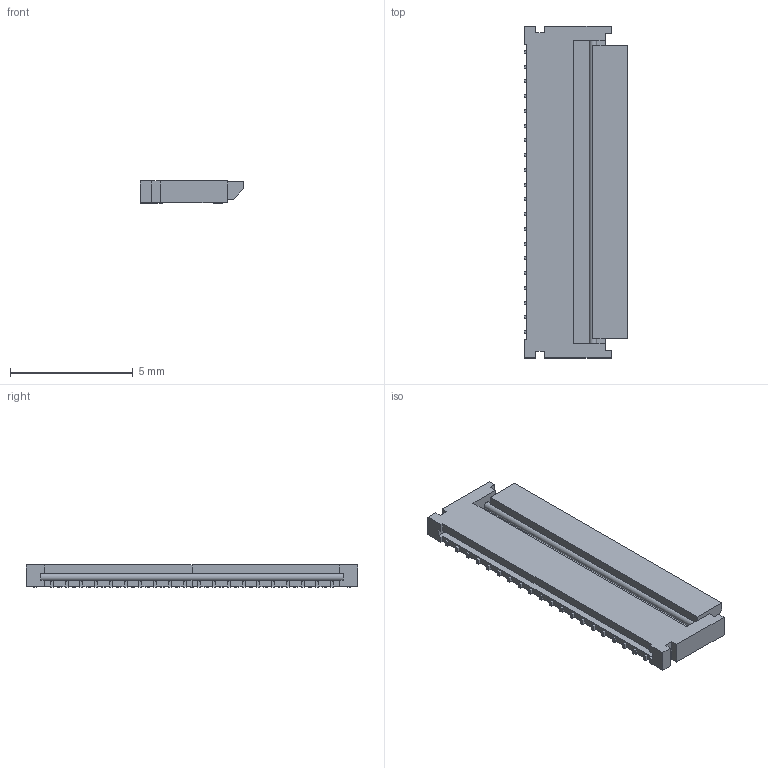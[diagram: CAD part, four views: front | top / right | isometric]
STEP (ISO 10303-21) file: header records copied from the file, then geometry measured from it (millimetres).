
FILE_DESCRIPTION(/* description */ ('model of Molex_502250-3991_2Rows-39Pins-1MP_P0.60mm_Horizontal'),/* implementation_level */ '2;1');
FILE_NAME(/* name */ 'Molex_502250-3991_2Rows-39Pins-1MP_P0.60mm_Horizontal.step',/* time_stamp */ '2018-06-20T01:15:13',/* author */ ('Joel Holdsworth',''),/* organization */ (''),/* preprocessor_version */ '',/* originating_system */ '',/* authorisation */ '');
FILE_SCHEMA(('AUTOMOTIVE_DESIGN { 1 0 10303 214 1 1 1 1 }'));
Length unit declared in the file: millimetre
Products named in the file (1): Molex_502250_3991
Bounding box: 4.19 x 13.5 x 0.9 mm (x, y, z)
Volume: 31.5 mm3; surface area: 214.1 mm2
Topology: 1 solids, 1 shells, 326 faces, 970 edges, 646 vertices
Faces by surface type: plane 302, extrusion 22, cylinder 2
Entity records: 6845 total; most frequent: ORIENTED_EDGE 1465, EDGE_CURVE 970, CARTESIAN_POINT 963, LINE 782, VERTEX_POINT 646, FACE_BOUND 328, EDGE_LOOP 328, ADVANCED_FACE 326
